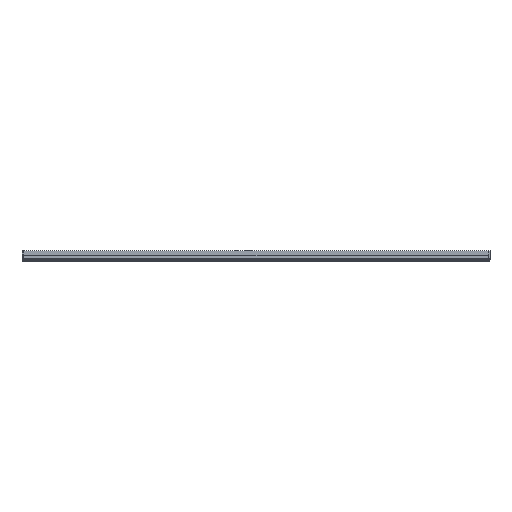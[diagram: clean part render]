
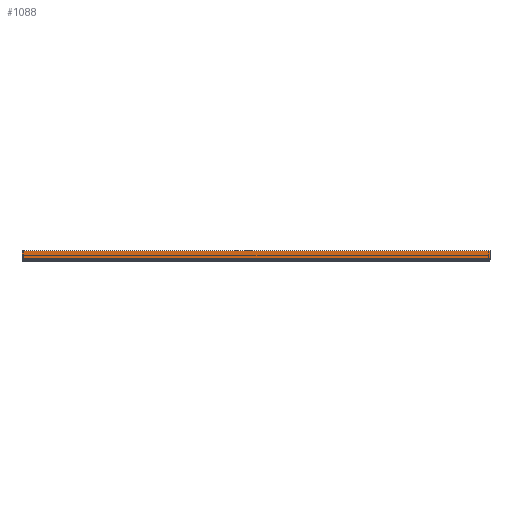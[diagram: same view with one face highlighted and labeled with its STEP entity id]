
A CAD part, top view. The second image highlights one B-rep face of the part: STEP entity #1088.
In plain terms, the highlighted planar face has unit normal (0, 0, 1).
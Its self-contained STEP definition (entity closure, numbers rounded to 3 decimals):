
#6 = LINE ( 'NONE', #423, #2238 ) ;
#9 = CARTESIAN_POINT ( 'NONE',  ( -191.25, -6.35, 191.25 ) ) ;
#30 = DIRECTION ( 'NONE',  ( -1., 0., 0. ) ) ;
#164 = EDGE_CURVE ( 'NONE', #1162, #1252, #1612, .T. ) ;
#204 = ORIENTED_EDGE ( 'NONE', *, *, #1657, .F. ) ;
#233 = CARTESIAN_POINT ( 'NONE',  ( -191.25, -6.35, 191.25 ) ) ;
#250 = VECTOR ( 'NONE', #1847, 1000. ) ;
#265 = CARTESIAN_POINT ( 'NONE',  ( -189.6, -6.35, 191.25 ) ) ;
#365 = CARTESIAN_POINT ( 'NONE',  ( 191.25, 0., 191.25 ) ) ;
#423 = CARTESIAN_POINT ( 'NONE',  ( -189.6, -8., 191.25 ) ) ;
#436 = VECTOR ( 'NONE', #1379, 1000. ) ;
#470 = LINE ( 'NONE', #560, #1368 ) ;
#479 = CARTESIAN_POINT ( 'NONE',  ( -189.6, -6.4, 191.25 ) ) ;
#483 = EDGE_CURVE ( 'NONE', #1162, #1320, #6, .T. ) ;
#527 = PLANE ( 'NONE',  #1117 ) ;
#560 = CARTESIAN_POINT ( 'NONE',  ( 191.25, -8., 191.25 ) ) ;
#587 = EDGE_CURVE ( 'NONE', #2314, #1320, #925, .T. ) ;
#624 = ORIENTED_EDGE ( 'NONE', *, *, #587, .F. ) ;
#666 = CARTESIAN_POINT ( 'NONE',  ( -191.25, -6.35, 191.25 ) ) ;
#667 = LINE ( 'NONE', #233, #1049 ) ;
#680 = EDGE_CURVE ( 'NONE', #1711, #2314, #1695, .T. ) ;
#749 = FACE_OUTER_BOUND ( 'NONE', #2021, .T. ) ;
#754 = DIRECTION ( 'NONE',  ( 0., 1., 0. ) ) ;
#768 = ORIENTED_EDGE ( 'NONE', *, *, #164, .F. ) ;
#814 = CARTESIAN_POINT ( 'NONE',  ( -191.25, -8., 191.25 ) ) ;
#844 = CARTESIAN_POINT ( 'NONE',  ( 189.6, -6.35, 191.25 ) ) ;
#925 = LINE ( 'NONE', #479, #436 ) ;
#961 = CARTESIAN_POINT ( 'NONE',  ( 189.6, -8., 191.25 ) ) ;
#982 = DIRECTION ( 'NONE',  ( -1., 0., 0. ) ) ;
#987 = DIRECTION ( 'NONE',  ( 0., 0., 1. ) ) ;
#1049 = VECTOR ( 'NONE', #982, 1000. ) ;
#1051 = CARTESIAN_POINT ( 'NONE',  ( 191.25, -6.35, 191.25 ) ) ;
#1056 = CARTESIAN_POINT ( 'NONE',  ( -189.6, -6.4, 191.25 ) ) ;
#1086 = EDGE_CURVE ( 'NONE', #1252, #1600, #1686, .T. ) ;
#1088 = ADVANCED_FACE ( 'NONE', ( #749 ), #527, .T. ) ;
#1089 = ORIENTED_EDGE ( 'NONE', *, *, #2122, .F. ) ;
#1110 = ORIENTED_EDGE ( 'NONE', *, *, #680, .F. ) ;
#1117 = AXIS2_PLACEMENT_3D ( 'NONE', #814, #987, #2202 ) ;
#1162 = VERTEX_POINT ( 'NONE', #265 ) ;
#1170 = LINE ( 'NONE', #1855, #1581 ) ;
#1196 = ORIENTED_EDGE ( 'NONE', *, *, #1086, .F. ) ;
#1244 = VECTOR ( 'NONE', #2175, 1000. ) ;
#1252 = VERTEX_POINT ( 'NONE', #666 ) ;
#1299 = CARTESIAN_POINT ( 'NONE',  ( 189.6, -6.4, 191.25 ) ) ;
#1320 = VERTEX_POINT ( 'NONE', #1056 ) ;
#1334 = DIRECTION ( 'NONE',  ( 0., -1., 0. ) ) ;
#1368 = VECTOR ( 'NONE', #754, 1000. ) ;
#1379 = DIRECTION ( 'NONE',  ( -1., 0., 0. ) ) ;
#1567 = VECTOR ( 'NONE', #30, 1000. ) ;
#1581 = VECTOR ( 'NONE', #2035, 1000. ) ;
#1600 = VERTEX_POINT ( 'NONE', #1670 ) ;
#1612 = LINE ( 'NONE', #9, #1567 ) ;
#1657 = EDGE_CURVE ( 'NONE', #1600, #1926, #1170, .T. ) ;
#1670 = CARTESIAN_POINT ( 'NONE',  ( -191.25, 0., 191.25 ) ) ;
#1686 = LINE ( 'NONE', #1756, #250 ) ;
#1695 = LINE ( 'NONE', #961, #1244 ) ;
#1711 = VERTEX_POINT ( 'NONE', #844 ) ;
#1756 = CARTESIAN_POINT ( 'NONE',  ( -191.25, -8., 191.25 ) ) ;
#1831 = VERTEX_POINT ( 'NONE', #1051 ) ;
#1847 = DIRECTION ( 'NONE',  ( 0., 1., 0. ) ) ;
#1855 = CARTESIAN_POINT ( 'NONE',  ( -191.25, 0., 191.25 ) ) ;
#1926 = VERTEX_POINT ( 'NONE', #365 ) ;
#1939 = EDGE_CURVE ( 'NONE', #1831, #1926, #470, .T. ) ;
#1991 = ORIENTED_EDGE ( 'NONE', *, *, #1939, .T. ) ;
#2021 = EDGE_LOOP ( 'NONE', ( #624, #1110, #1089, #1991, #204, #1196, #768, #2152 ) ) ;
#2035 = DIRECTION ( 'NONE',  ( 1., 0., 0. ) ) ;
#2122 = EDGE_CURVE ( 'NONE', #1831, #1711, #667, .T. ) ;
#2152 = ORIENTED_EDGE ( 'NONE', *, *, #483, .T. ) ;
#2175 = DIRECTION ( 'NONE',  ( 0., -1., 0. ) ) ;
#2202 = DIRECTION ( 'NONE',  ( 1., 0., 0. ) ) ;
#2238 = VECTOR ( 'NONE', #1334, 1000. ) ;
#2314 = VERTEX_POINT ( 'NONE', #1299 ) ;
